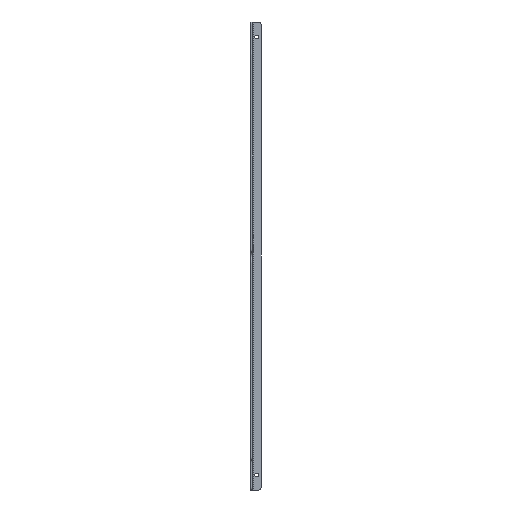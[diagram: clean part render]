
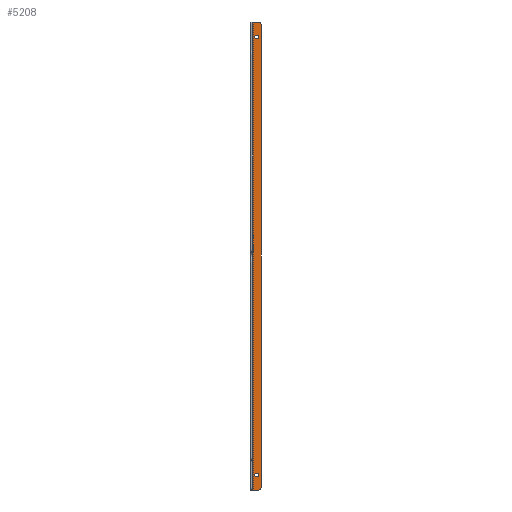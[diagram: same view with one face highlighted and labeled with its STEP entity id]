
A CAD part, left-side view. The second image highlights one B-rep face of the part: STEP entity #5208.
In plain terms, the highlighted planar face has unit normal (-1, 0, 0).
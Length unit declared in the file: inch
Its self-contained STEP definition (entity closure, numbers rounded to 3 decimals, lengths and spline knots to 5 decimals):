
#166 = VERTEX_POINT ( 'NONE', #1966 ) ;
#186 = FACE_BOUND ( 'NONE', #2603, .T. ) ;
#234 = DIRECTION ( 'NONE',  ( 0., -1., 0. ) ) ;
#244 = VERTEX_POINT ( 'NONE', #410 ) ;
#334 = DIRECTION ( 'NONE',  ( 0., 0., -1. ) ) ;
#410 = CARTESIAN_POINT ( 'NONE',  ( -42.916, -0.28, 10.8435 ) ) ;
#449 = CIRCLE ( 'NONE', #5127, 0.125 ) ;
#478 = EDGE_CURVE ( 'NONE', #5167, #2010, #3330, .T. ) ;
#579 = CARTESIAN_POINT ( 'NONE',  ( -42.916, 0., 11.6875 ) ) ;
#677 = ORIENTED_EDGE ( 'NONE', *, *, #3422, .T. ) ;
#695 = LINE ( 'NONE', #807, #3902 ) ;
#807 = CARTESIAN_POINT ( 'NONE',  ( -42.916, -0.5, 11.5625 ) ) ;
#876 = DIRECTION ( 'NONE',  ( -1., 0., 0. ) ) ;
#910 = ORIENTED_EDGE ( 'NONE', *, *, #4058, .T. ) ;
#1005 = AXIS2_PLACEMENT_3D ( 'NONE', #5105, #4726, #3354 ) ;
#1025 = CIRCLE ( 'NONE', #4224, 0.094 ) ;
#1034 = FACE_OUTER_BOUND ( 'NONE', #4225, .T. ) ;
#1086 = LINE ( 'NONE', #3804, #4138 ) ;
#1122 = CARTESIAN_POINT ( 'NONE',  ( -42.916, -0.112, -11.6875 ) ) ;
#1169 = EDGE_CURVE ( 'NONE', #4198, #4566, #1086, .T. ) ;
#1199 = CARTESIAN_POINT ( 'NONE',  ( -42.916, -0.28, 10.9375 ) ) ;
#1212 = EDGE_CURVE ( 'NONE', #244, #166, #1025, .T. ) ;
#1220 = EDGE_CURVE ( 'NONE', #2010, #5472, #2410, .T. ) ;
#1269 = VERTEX_POINT ( 'NONE', #1736 ) ;
#1541 = VECTOR ( 'NONE', #2356, 39.37008 ) ;
#1682 = DIRECTION ( 'NONE',  ( 1., 0., 0. ) ) ;
#1727 = CARTESIAN_POINT ( 'NONE',  ( -42.916, -0.28, -10.9375 ) ) ;
#1736 = CARTESIAN_POINT ( 'NONE',  ( -42.916, -0.28, -11.0315 ) ) ;
#1759 = AXIS2_PLACEMENT_3D ( 'NONE', #4255, #876, #334 ) ;
#1895 = ORIENTED_EDGE ( 'NONE', *, *, #1212, .T. ) ;
#1942 = ORIENTED_EDGE ( 'NONE', *, *, #5307, .T. ) ;
#1966 = CARTESIAN_POINT ( 'NONE',  ( -42.916, -0.28, 11.0315 ) ) ;
#2005 = PLANE ( 'NONE',  #4213 ) ;
#2010 = VERTEX_POINT ( 'NONE', #3842 ) ;
#2140 = DIRECTION ( 'NONE',  ( 1., 0., 0. ) ) ;
#2356 = DIRECTION ( 'NONE',  ( 0., -1., 0. ) ) ;
#2410 = CIRCLE ( 'NONE', #1759, 0.125 ) ;
#2523 = DIRECTION ( 'NONE',  ( 0., 0., -1. ) ) ;
#2562 = DIRECTION ( 'NONE',  ( 1., 0., 0. ) ) ;
#2572 = DIRECTION ( 'NONE',  ( 0., 0., 1. ) ) ;
#2599 = CARTESIAN_POINT ( 'NONE',  ( -42.916, -0.112, 11.6875 ) ) ;
#2603 = EDGE_LOOP ( 'NONE', ( #910, #2613 ) ) ;
#2609 = DIRECTION ( 'NONE',  ( 0., -1., 0. ) ) ;
#2613 = ORIENTED_EDGE ( 'NONE', *, *, #4547, .T. ) ;
#2625 = DIRECTION ( 'NONE',  ( 0., 0., -1. ) ) ;
#2671 = CARTESIAN_POINT ( 'NONE',  ( -42.916, -0.375, 11.5625 ) ) ;
#2674 = ORIENTED_EDGE ( 'NONE', *, *, #2723, .F. ) ;
#2723 = EDGE_CURVE ( 'NONE', #5167, #4198, #3333, .T. ) ;
#2790 = EDGE_CURVE ( 'NONE', #3931, #5472, #695, .T. ) ;
#2814 = CARTESIAN_POINT ( 'NONE',  ( -42.916, -0.112, -11.6875 ) ) ;
#3101 = AXIS2_PLACEMENT_3D ( 'NONE', #1199, #2140, #2572 ) ;
#3244 = DIRECTION ( 'NONE',  ( 0., -1., 0. ) ) ;
#3275 = ORIENTED_EDGE ( 'NONE', *, *, #1220, .T. ) ;
#3330 = LINE ( 'NONE', #1122, #1541 ) ;
#3333 = LINE ( 'NONE', #5535, #4520 ) ;
#3354 = DIRECTION ( 'NONE',  ( 0., 0., 1. ) ) ;
#3422 = EDGE_CURVE ( 'NONE', #3931, #4566, #449, .T. ) ;
#3474 = DIRECTION ( 'NONE',  ( 0., 0., -1. ) ) ;
#3506 = ORIENTED_EDGE ( 'NONE', *, *, #1169, .F. ) ;
#3786 = DIRECTION ( 'NONE',  ( 0., 0., 1. ) ) ;
#3804 = CARTESIAN_POINT ( 'NONE',  ( -42.916, -0.112, 11.6875 ) ) ;
#3842 = CARTESIAN_POINT ( 'NONE',  ( -42.916, -0.375, -11.6875 ) ) ;
#3902 = VECTOR ( 'NONE', #2523, 39.37008 ) ;
#3913 = CARTESIAN_POINT ( 'NONE',  ( -42.916, -0.28, 10.9375 ) ) ;
#3931 = VERTEX_POINT ( 'NONE', #4558 ) ;
#4028 = CIRCLE ( 'NONE', #1005, 0.094 ) ;
#4058 = EDGE_CURVE ( 'NONE', #4414, #1269, #4028, .T. ) ;
#4060 = ORIENTED_EDGE ( 'NONE', *, *, #478, .T. ) ;
#4138 = VECTOR ( 'NONE', #234, 39.37008 ) ;
#4198 = VERTEX_POINT ( 'NONE', #2599 ) ;
#4213 = AXIS2_PLACEMENT_3D ( 'NONE', #579, #5416, #3244 ) ;
#4224 = AXIS2_PLACEMENT_3D ( 'NONE', #3913, #1682, #2625 ) ;
#4225 = EDGE_LOOP ( 'NONE', ( #3506, #2674, #4060, #3275, #5477, #677 ) ) ;
#4255 = CARTESIAN_POINT ( 'NONE',  ( -42.916, -0.375, -11.5625 ) ) ;
#4414 = VERTEX_POINT ( 'NONE', #4574 ) ;
#4520 = VECTOR ( 'NONE', #3786, 39.37008 ) ;
#4547 = EDGE_CURVE ( 'NONE', #1269, #4414, #5581, .T. ) ;
#4558 = CARTESIAN_POINT ( 'NONE',  ( -42.916, -0.5, 11.5625 ) ) ;
#4566 = VERTEX_POINT ( 'NONE', #5569 ) ;
#4574 = CARTESIAN_POINT ( 'NONE',  ( -42.916, -0.28, -10.8435 ) ) ;
#4658 = EDGE_LOOP ( 'NONE', ( #1942, #1895 ) ) ;
#4726 = DIRECTION ( 'NONE',  ( 1., 0., 0. ) ) ;
#4746 = CIRCLE ( 'NONE', #3101, 0.094 ) ;
#4791 = DIRECTION ( 'NONE',  ( -1., 0., 0. ) ) ;
#4869 = CARTESIAN_POINT ( 'NONE',  ( -42.916, -0.5, -11.5625 ) ) ;
#4955 = AXIS2_PLACEMENT_3D ( 'NONE', #1727, #2562, #3474 ) ;
#5054 = FACE_BOUND ( 'NONE', #4658, .T. ) ;
#5105 = CARTESIAN_POINT ( 'NONE',  ( -42.916, -0.28, -10.9375 ) ) ;
#5127 = AXIS2_PLACEMENT_3D ( 'NONE', #2671, #4791, #2609 ) ;
#5167 = VERTEX_POINT ( 'NONE', #2814 ) ;
#5208 = ADVANCED_FACE ( 'NONE', ( #5054, #186, #1034 ), #2005, .F. ) ;
#5307 = EDGE_CURVE ( 'NONE', #166, #244, #4746, .T. ) ;
#5416 = DIRECTION ( 'NONE',  ( 1., 0., 0. ) ) ;
#5472 = VERTEX_POINT ( 'NONE', #4869 ) ;
#5477 = ORIENTED_EDGE ( 'NONE', *, *, #2790, .F. ) ;
#5535 = CARTESIAN_POINT ( 'NONE',  ( -42.916, -0.112, -11.6875 ) ) ;
#5569 = CARTESIAN_POINT ( 'NONE',  ( -42.916, -0.375, 11.6875 ) ) ;
#5581 = CIRCLE ( 'NONE', #4955, 0.094 ) ;
